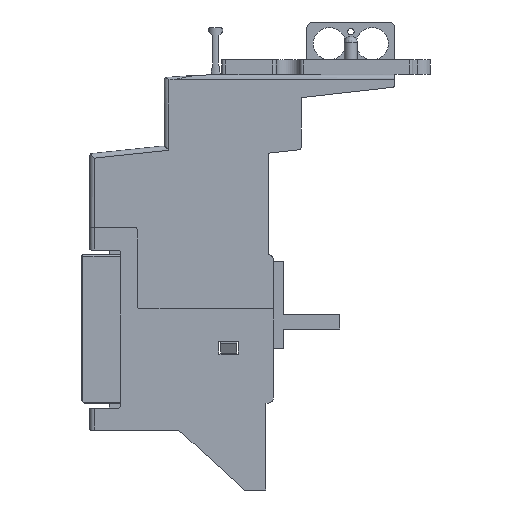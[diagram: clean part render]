
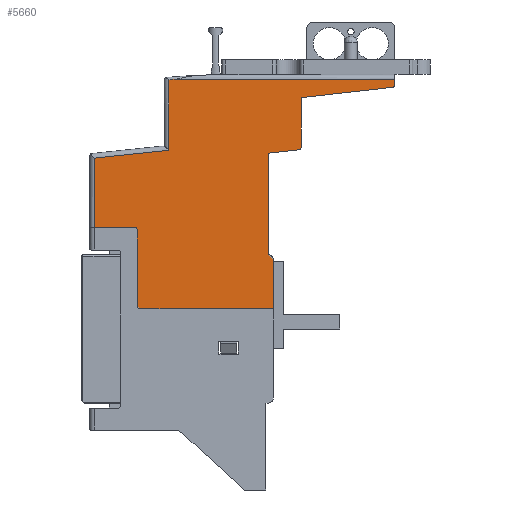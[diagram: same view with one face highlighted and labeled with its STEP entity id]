
A CAD part, left-side view. The second image highlights one B-rep face of the part: STEP entity #5660.
In plain terms, the highlighted planar face has unit normal (-1, 0, 0).
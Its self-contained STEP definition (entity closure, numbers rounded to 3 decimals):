
#5660=ADVANCED_FACE('',(#16383),#16384,.F.);
#7600=VERTEX_POINT('',#18633);
#7604=VERTEX_POINT('',#18637);
#7606=EDGE_CURVE('',#7600,#7604,#18639,.T.);
#7612=VERTEX_POINT('',#18645);
#7624=VERTEX_POINT('',#18657);
#7628=EDGE_CURVE('',#7612,#7624,#18661,.T.);
#7952=EDGE_CURVE('',#7624,#7604,#18985,.T.);
#8074=VERTEX_POINT('',#19107);
#8076=VERTEX_POINT('',#19109);
#8078=EDGE_CURVE('',#8074,#8076,#19111,.T.);
#8080=VERTEX_POINT('',#19113);
#8082=EDGE_CURVE('',#8076,#8080,#19115,.T.);
#8084=VERTEX_POINT('',#19117);
#8086=EDGE_CURVE('',#8084,#8080,#19119,.T.);
#8088=VERTEX_POINT('',#19121);
#8090=EDGE_CURVE('',#8084,#8088,#19123,.T.);
#8092=VERTEX_POINT('',#19125);
#8094=EDGE_CURVE('',#8088,#8092,#19127,.T.);
#8096=VERTEX_POINT('',#19129);
#8098=EDGE_CURVE('',#8096,#8092,#19131,.T.);
#8100=VERTEX_POINT('',#19133);
#8102=EDGE_CURVE('',#8096,#8100,#19135,.T.);
#8104=VERTEX_POINT('',#19137);
#8106=EDGE_CURVE('',#8100,#8104,#19139,.T.);
#8108=VERTEX_POINT('',#19141);
#8110=EDGE_CURVE('',#8108,#8104,#19143,.T.);
#8112=VERTEX_POINT('',#19145);
#8114=EDGE_CURVE('',#8108,#8112,#19147,.T.);
#8116=VERTEX_POINT('',#19149);
#8118=EDGE_CURVE('',#8112,#8116,#19151,.T.);
#8120=VERTEX_POINT('',#19153);
#8122=EDGE_CURVE('',#8116,#8120,#19155,.T.);
#8124=EDGE_CURVE('',#8120,#7612,#19157,.T.);
#8126=VERTEX_POINT('',#19159);
#8128=EDGE_CURVE('',#7600,#8126,#19161,.T.);
#8130=VERTEX_POINT('',#19163);
#8132=EDGE_CURVE('',#8130,#8126,#19165,.T.);
#8134=EDGE_CURVE('',#8074,#8130,#19167,.T.);
#16383=FACE_OUTER_BOUND('',#27889,.T.);
#16384=PLANE('',#27890);
#18633=CARTESIAN_POINT('',(0.,91.45,81.2));
#18637=CARTESIAN_POINT('',(0.0,103.849,81.2));
#18639=LINE('',#30953,#30954);
#18645=CARTESIAN_POINT('',(0.0,80.85,105.033));
#18657=CARTESIAN_POINT('',(0.0,103.849,102.616));
#18661=LINE('',#30990,#30991);
#18985=LINE('',#31506,#31507);
#19107=CARTESIAN_POINT('',(0.,89.85,56.0));
#19109=CARTESIAN_POINT('',(0.,48.5,56.0));
#19111=LINE('',#31695,#31696);
#19113=CARTESIAN_POINT('',(0.0,48.5,71.2));
#19115=LINE('',#31701,#31702);
#19117=CARTESIAN_POINT('',(0.0,50.0,72.7));
#19119=CIRCLE('',#31707,1.5);
#19121=CARTESIAN_POINT('',(0.0,50.0,104.135));
#19123=LINE('',#31712,#31713);
#19125=CARTESIAN_POINT('',(0.0,40.711,105.179));
#19127=LINE('',#31718,#31719);
#19129=CARTESIAN_POINT('',(0.0,40.0,105.974));
#19131=CIRCLE('',#31724,0.8);
#19133=CARTESIAN_POINT('',(0.0,40.0,121.324));
#19135=LINE('',#31729,#31730);
#19137=CARTESIAN_POINT('',(0.0,11.711,124.505));
#19139=LINE('',#31735,#31736);
#19141=CARTESIAN_POINT('',(0.0,11.0,125.3));
#19143=CIRCLE('',#31741,0.8);
#19145=CARTESIAN_POINT('',(0.0,11.0,127.0));
#19147=LINE('',#31746,#31747);
#19149=CARTESIAN_POINT('',(0.0,78.515,127.0));
#19151=LINE('',#31752,#31753);
#19153=CARTESIAN_POINT('',(0.0,80.85,126.814));
#19155=CIRCLE('',#31758,249.2);
#19157=LINE('',#31761,#31762);
#19159=CARTESIAN_POINT('',(0.,90.65,80.4));
#19161=CIRCLE('',#31767,0.8);
#19163=CARTESIAN_POINT('',(0.,90.65,56.8));
#19165=LINE('',#31772,#31773);
#19167=CIRCLE('',#31776,0.8);
#27889=EDGE_LOOP('',(#45813,#45814,#45815,#45816,#45817,#45818,#45819,#45820,#45821,#45822,#45823,#45824,#45825,#45826,#45827,#45828,#45829,#45830,#45831));
#27890=AXIS2_PLACEMENT_3D('',#45832,#45833,#45834);
#30953=CARTESIAN_POINT('',(0.0,91.45,81.2));
#30954=VECTOR('',#49263,1.0);
#30990=CARTESIAN_POINT('',(0.0,86.235,104.467));
#30991=VECTOR('',#49274,1.0);
#31506=CARTESIAN_POINT('',(0.0,103.849,81.297));
#31507=VECTOR('',#49392,1.0);
#31695=CARTESIAN_POINT('',(0.0,82.35,56.));
#31696=VECTOR('',#49447,1.0);
#31701=CARTESIAN_POINT('',(0.0,48.5,56.0));
#31702=VECTOR('',#49448,1.0);
#31707=AXIS2_PLACEMENT_3D('',#49449,#49450,#49451);
#31712=CARTESIAN_POINT('',(0.0,50.0,72.7));
#31713=VECTOR('',#49452,1.0);
#31718=CARTESIAN_POINT('',(0.0,50.0,104.135));
#31719=VECTOR('',#49453,1.0);
#31724=AXIS2_PLACEMENT_3D('',#49454,#49455,#49456);
#31729=CARTESIAN_POINT('',(0.0,40.0,105.974));
#31730=VECTOR('',#49457,1.0);
#31735=CARTESIAN_POINT('',(0.0,40.0,121.324));
#31736=VECTOR('',#49458,1.0);
#31741=AXIS2_PLACEMENT_3D('',#49459,#49460,#49461);
#31746=CARTESIAN_POINT('',(0.0,11.0,125.3));
#31747=VECTOR('',#49462,1.0);
#31752=CARTESIAN_POINT('',(0.0,45.925,127.0));
#31753=VECTOR('',#49463,1.0);
#31758=AXIS2_PLACEMENT_3D('',#49464,#49465,#49466);
#31761=CARTESIAN_POINT('',(0.0,80.85,92.25));
#31762=VECTOR('',#49467,1.0);
#31767=AXIS2_PLACEMENT_3D('',#49468,#49469,#49470);
#31772=CARTESIAN_POINT('',(0.0,90.65,56.8));
#31773=VECTOR('',#49471,1.0);
#31776=AXIS2_PLACEMENT_3D('',#49472,#49473,#49474);
#45813=ORIENTED_EDGE('',*,*,#8078,.T.);
#45814=ORIENTED_EDGE('',*,*,#8082,.T.);
#45815=ORIENTED_EDGE('',*,*,#8086,.F.);
#45816=ORIENTED_EDGE('',*,*,#8090,.T.);
#45817=ORIENTED_EDGE('',*,*,#8094,.T.);
#45818=ORIENTED_EDGE('',*,*,#8098,.F.);
#45819=ORIENTED_EDGE('',*,*,#8102,.T.);
#45820=ORIENTED_EDGE('',*,*,#8106,.T.);
#45821=ORIENTED_EDGE('',*,*,#8110,.F.);
#45822=ORIENTED_EDGE('',*,*,#8114,.T.);
#45823=ORIENTED_EDGE('',*,*,#8118,.T.);
#45824=ORIENTED_EDGE('',*,*,#8122,.T.);
#45825=ORIENTED_EDGE('',*,*,#8124,.T.);
#45826=ORIENTED_EDGE('',*,*,#7628,.T.);
#45827=ORIENTED_EDGE('',*,*,#7952,.T.);
#45828=ORIENTED_EDGE('',*,*,#7606,.F.);
#45829=ORIENTED_EDGE('',*,*,#8128,.T.);
#45830=ORIENTED_EDGE('',*,*,#8132,.F.);
#45831=ORIENTED_EDGE('',*,*,#8134,.F.);
#45832=CARTESIAN_POINT('',(0.0,55.274,99.939));
#45833=DIRECTION('',(1.0,0.0,0.0));
#45834=DIRECTION('',(0.0,0.0,-1.0));
#49263=DIRECTION('',(0.0,1.0,0.0));
#49274=DIRECTION('',(0.0,0.995,-0.105));
#49392=DIRECTION('',(0.0,0.0,-1.0));
#49447=DIRECTION('',(0.0,-1.0,0.0));
#49448=DIRECTION('',(0.0,0.0,1.0));
#49449=CARTESIAN_POINT('',(0.0,50.,71.2));
#49450=DIRECTION('',(1.0,0.0,0.0));
#49451=DIRECTION('',(0.0,0.,1.0));
#49452=DIRECTION('',(0.0,0.0,1.0));
#49453=DIRECTION('',(0.0,-0.994,0.112));
#49454=CARTESIAN_POINT('',(0.0,40.8,105.974));
#49455=DIRECTION('',(1.0,0.0,0.0));
#49456=DIRECTION('',(0.0,-1.0,0.));
#49457=DIRECTION('',(0.0,0.0,1.0));
#49458=DIRECTION('',(0.0,-0.994,0.112));
#49459=CARTESIAN_POINT('',(0.0,11.8,125.3));
#49460=DIRECTION('',(1.0,0.0,0.0));
#49461=DIRECTION('',(0.0,-1.0,0.));
#49462=DIRECTION('',(0.0,0.0,1.0));
#49463=DIRECTION('',(0.0,1.0,0.0));
#49464=CARTESIAN_POINT('',(0.0,59.85,-121.5));
#49465=DIRECTION('',(-1.0,0.0,0.0));
#49466=DIRECTION('',(0.0,-1.0,0.0));
#49467=DIRECTION('',(0.0,0.0,-1.0));
#49468=CARTESIAN_POINT('',(0.0,91.45,80.4));
#49469=DIRECTION('',(1.0,0.0,0.0));
#49470=DIRECTION('',(0.0,0.,1.0));
#49471=DIRECTION('',(0.0,0.0,1.0));
#49472=CARTESIAN_POINT('',(0.0,89.85,56.8));
#49473=DIRECTION('',(1.0,0.0,0.0));
#49474=DIRECTION('',(0.0,0.,-1.0));
